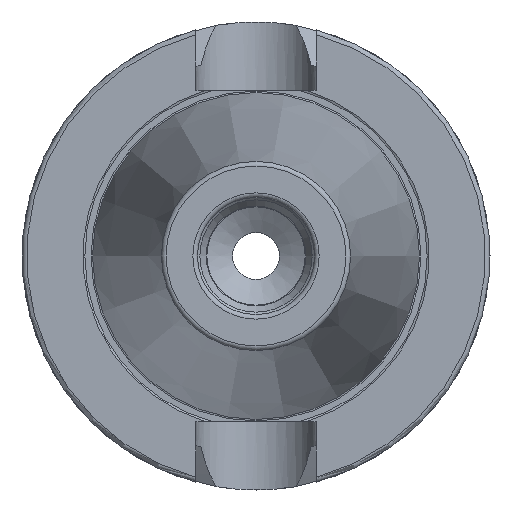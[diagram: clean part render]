
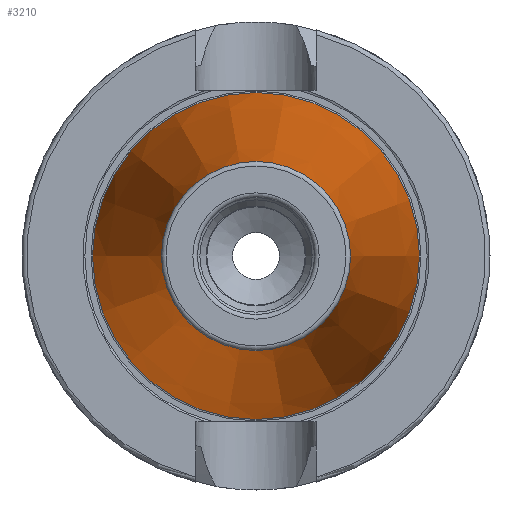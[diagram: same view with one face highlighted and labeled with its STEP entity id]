
A CAD part, left-side view. The second image highlights one B-rep face of the part: STEP entity #3210.
In plain terms, the highlighted conical face has half-angle 8.297 degrees and reference radius 27.564 mm.
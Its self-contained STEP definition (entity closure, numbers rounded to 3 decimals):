
#3176=CARTESIAN_POINT('',(-100.944,20.204,0.0));
#3177=VERTEX_POINT('',#3176);
#3178=CARTESIAN_POINT('',(-100.944,0.,0.0));
#3179=DIRECTION('',(1.0,0.0,0.0));
#3180=DIRECTION('',(0.0,1.0,0.0));
#3181=AXIS2_PLACEMENT_3D('',#3178,#3179,#3180);
#3182=CIRCLE('',#3181,20.204);
#3183=EDGE_CURVE('',#3177,#3177,#3182,.T.);
#3191=CARTESIAN_POINT('',(-50.472,0.,0.0));
#3192=DIRECTION('',(1.0,0.,0.0));
#3193=DIRECTION('',(0.0,1.0,0.0));
#3194=AXIS2_PLACEMENT_3D('',#3191,#3192,#3193);
#3195=CONICAL_SURFACE('',#3194,27.564,8.297);
#3196=CARTESIAN_POINT('',(0.0,34.925,0.0));
#3197=VERTEX_POINT('',#3196);
#3198=CARTESIAN_POINT('',(0.,0.,0.0));
#3199=DIRECTION('',(1.0,0.0,0.0));
#3200=DIRECTION('',(0.0,1.0,0.0));
#3201=AXIS2_PLACEMENT_3D('',#3198,#3199,#3200);
#3202=CIRCLE('',#3201,34.925);
#3203=EDGE_CURVE('',#3197,#3197,#3202,.T.);
#3204=ORIENTED_EDGE('',*,*,#3203,.F.);
#3205=EDGE_LOOP('',(#3204));
#3206=FACE_OUTER_BOUND('',#3205,.T.);
#3207=ORIENTED_EDGE('',*,*,#3183,.T.);
#3208=EDGE_LOOP('',(#3207));
#3209=FACE_BOUND('',#3208,.T.);
#3210=ADVANCED_FACE('',(#3206,#3209),#3195,.T.);
